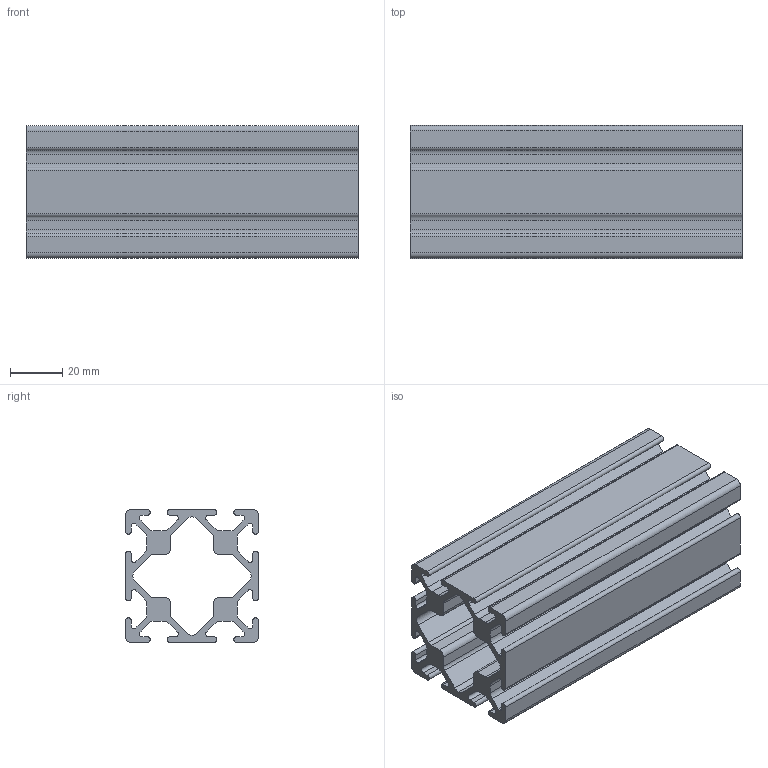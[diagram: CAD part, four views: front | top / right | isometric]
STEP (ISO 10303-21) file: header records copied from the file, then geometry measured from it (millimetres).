
FILE_DESCRIPTION (( 'STEP AP214' ), '1' );
FILE_NAME ('8020-2020-30-maker-muscle-V2.STEP', '2019-05-27T22:18:08', ( '' ), ( '' ), 'SwSTEP 2.0', 'SolidWorks 2015', '' );
FILE_SCHEMA (( 'AUTOMOTIVE_DESIGN' ));
Length unit declared in the file: inch
Products named in the file (1): 8020-2020-30-maker-muscle-V2
Bounding box: 127 x 50.8 x 50.8 mm (x, y, z)
Volume: 112867.5 mm3; surface area: 70538 mm2
Topology: 1 solids, 1 shells, 147 faces, 435 edges, 290 vertices
Faces by surface type: cylinder 77, plane 70
Entity records: 5007 total; most frequent: DIRECTION 885, CARTESIAN_POINT 873, ORIENTED_EDGE 870, EDGE_CURVE 435, AXIS2_PLACEMENT_3D 302, VERTEX_POINT 290, VECTOR 281, LINE 281
